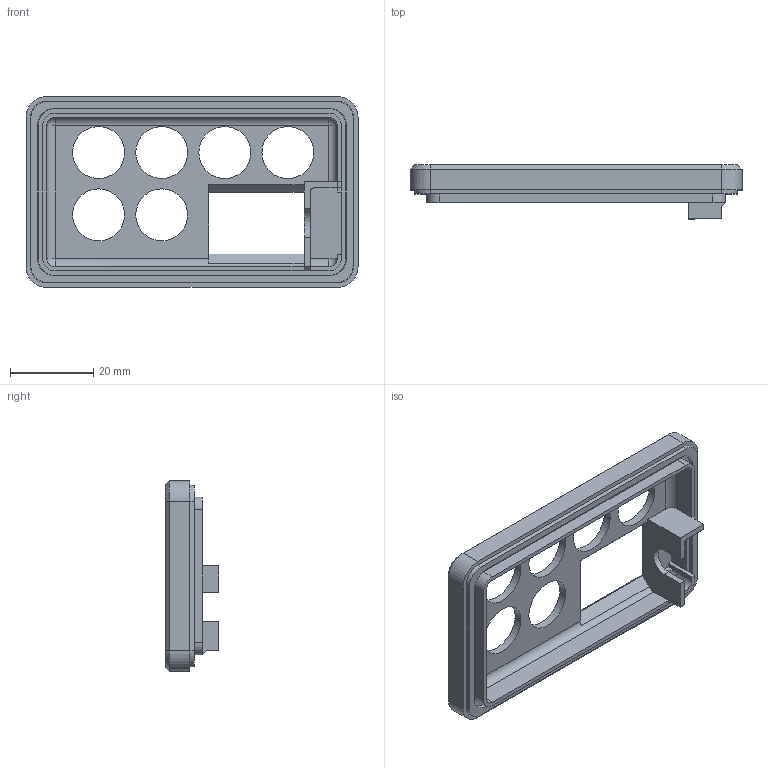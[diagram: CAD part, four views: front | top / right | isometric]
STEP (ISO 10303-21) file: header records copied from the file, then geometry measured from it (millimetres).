
FILE_DESCRIPTION(/* description */ (''),/* implementation_level */ '2;1');
FILE_NAME(/* name */ 'MMMK_Cover.step',/* time_stamp */ '2021-10-17T11:45:25-04:00',/* author */ (''),/* organization */ (''),/* preprocessor_version */ 'ST-DEVELOPER v18.1',/* originating_system */ 'Autodesk Translation Framework v10.10.0.1391',/* authorisation */ '');
FILE_SCHEMA (('AUTOMOTIVE_DESIGN { 1 0 10303 214 3 1 1 }'));
Length unit declared in the file: millimetre
Products named in the file (1): Cover
Bounding box: 80 x 13 x 46 mm (x, y, z)
Volume: 10853.5 mm3; surface area: 9870.1 mm2
Topology: 1 solids, 1 shells, 104 faces, 272 edges, 173 vertices
Faces by surface type: plane 63, cylinder 25, cone 12, sphere 4
Full cylindrical faces by diameter (mm): 12.5 x6
Entity records: 3236 total; most frequent: DIRECTION 554, CARTESIAN_POINT 550, ORIENTED_EDGE 544, EDGE_CURVE 272, LINE 200, VECTOR 200, AXIS2_PLACEMENT_3D 177, VERTEX_POINT 173
